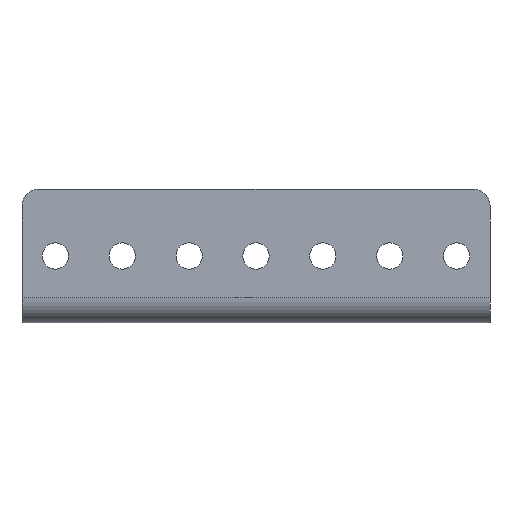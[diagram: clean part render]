
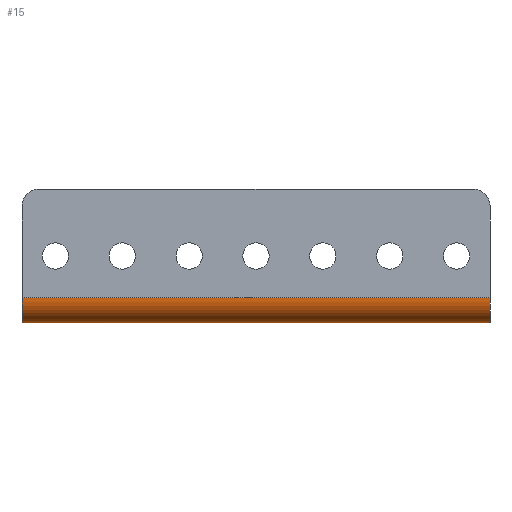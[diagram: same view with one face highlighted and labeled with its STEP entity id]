
A CAD part, front view. The second image highlights one B-rep face of the part: STEP entity #15.
In plain terms, the highlighted cylindrical face has radius 4.763 mm (diameter 9.525 mm), a partial arc.
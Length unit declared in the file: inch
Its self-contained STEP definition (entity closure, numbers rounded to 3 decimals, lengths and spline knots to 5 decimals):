
#7 = VERTEX_POINT ( 'NONE', #717 ) ;
#11 = CARTESIAN_POINT ( 'NONE',  ( 1.74876, 0.17134, 1.32199 ) ) ;
#15 = ADVANCED_FACE ( 'NONE', ( #1574 ), #900, .T. ) ;
#94 = CARTESIAN_POINT ( 'NONE',  ( -1.74667, 0.1875, 1.32135 ) ) ;
#164 = AXIS2_PLACEMENT_3D ( 'NONE', #661, #511, #1420 ) ;
#253 = CARTESIAN_POINT ( 'NONE',  ( -1.74667, 0.1875, 1.32135 ) ) ;
#277 = CARTESIAN_POINT ( 'NONE',  ( -1.75, 0.1875, 1.50885 ) ) ;
#278 = CARTESIAN_POINT ( 'NONE',  ( 3.50773, 0.1875, 1.50885 ) ) ;
#308 = AXIS2_PLACEMENT_3D ( 'NONE', #278, #1497, #1367 ) ;
#336 = ORIENTED_EDGE ( 'NONE', *, *, #1238, .F. ) ;
#376 = CARTESIAN_POINT ( 'NONE',  ( -1.74794, 0.17829, 1.32135 ) ) ;
#438 = VERTEX_POINT ( 'NONE', #253 ) ;
#445 = ORIENTED_EDGE ( 'NONE', *, *, #1418, .F. ) ;
#470 = VECTOR ( 'NONE', #504, 39.37008 ) ;
#504 = DIRECTION ( 'NONE',  ( 1., 0., 0. ) ) ;
#511 = DIRECTION ( 'NONE',  ( 1., 0., 0. ) ) ;
#517 = DIRECTION ( 'NONE',  ( 1., 0., 0. ) ) ;
#534 = CARTESIAN_POINT ( 'NONE',  ( 0., 0.1875, 1.32135 ) ) ;
#588 = ORIENTED_EDGE ( 'NONE', *, *, #1089, .F. ) ;
#600 = CARTESIAN_POINT ( 'NONE',  ( -1.75, 0.1449, 1.32625 ) ) ;
#605 = CARTESIAN_POINT ( 'NONE',  ( -1.7498, 0.15458, 1.324 ) ) ;
#661 = CARTESIAN_POINT ( 'NONE',  ( 1.75, 0.1875, 1.50885 ) ) ;
#713 = CARTESIAN_POINT ( 'NONE',  ( 1.74667, 0.1875, 1.32135 ) ) ;
#717 = CARTESIAN_POINT ( 'NONE',  ( 1.74667, 0.1875, 1.32135 ) ) ;
#734 = VERTEX_POINT ( 'NONE', #964 ) ;
#771 = LINE ( 'NONE', #1402, #1083 ) ;
#798 = CARTESIAN_POINT ( 'NONE',  ( 1.75, 0.1449, 1.32625 ) ) ;
#835 = EDGE_CURVE ( 'NONE', #438, #7, #1398, .T. ) ;
#843 = CARTESIAN_POINT ( 'NONE',  ( 1.74794, 0.1783, 1.32135 ) ) ;
#880 = VERTEX_POINT ( 'NONE', #881 ) ;
#881 = CARTESIAN_POINT ( 'NONE',  ( -1.75, 0., 1.50885 ) ) ;
#883 = VERTEX_POINT ( 'NONE', #1140 ) ;
#888 = DIRECTION ( 'NONE',  ( -1., 0., 0. ) ) ;
#900 = CYLINDRICAL_SURFACE ( 'NONE', #308, 0.1875 ) ;
#917 = DIRECTION ( 'NONE',  ( 0., 0., 1. ) ) ;
#926 = AXIS2_PLACEMENT_3D ( 'NONE', #277, #888, #917 ) ;
#942 = EDGE_LOOP ( 'NONE', ( #588, #1446, #1159, #336, #1030, #445 ) ) ;
#964 = CARTESIAN_POINT ( 'NONE',  ( 1.75, 0.1449, 1.32625 ) ) ;
#1030 = ORIENTED_EDGE ( 'NONE', *, *, #835, .T. ) ;
#1051 = B_SPLINE_CURVE_WITH_KNOTS ( 'NONE', 3,
 ( #798, #1052, #1135, #11, #843, #713 ),
 .UNSPECIFIED., .F., .F.,
 ( 4, 2, 4 ),
 ( 0., 0.5, 1. ),
 .UNSPECIFIED. ) ;
#1052 = CARTESIAN_POINT ( 'NONE',  ( 1.7498, 0.15457, 1.324 ) ) ;
#1077 = EDGE_CURVE ( 'NONE', #1499, #880, #1191, .T. ) ;
#1083 = VECTOR ( 'NONE', #517, 39.37008 ) ;
#1089 = EDGE_CURVE ( 'NONE', #883, #734, #1468, .T. ) ;
#1135 = CARTESIAN_POINT ( 'NONE',  ( 1.74951, 0.16188, 1.32305 ) ) ;
#1140 = CARTESIAN_POINT ( 'NONE',  ( 1.75, 0., 1.50885 ) ) ;
#1159 = ORIENTED_EDGE ( 'NONE', *, *, #1077, .F. ) ;
#1191 = CIRCLE ( 'NONE', #926, 0.1875 ) ;
#1204 = B_SPLINE_CURVE_WITH_KNOTS ( 'NONE', 3,
 ( #94, #376, #1218, #1242, #605, #1470 ),
 .UNSPECIFIED., .F., .F.,
 ( 4, 2, 4 ),
 ( 0., 0.5, 1. ),
 .UNSPECIFIED. ) ;
#1218 = CARTESIAN_POINT ( 'NONE',  ( -1.74876, 0.17134, 1.32199 ) ) ;
#1238 = EDGE_CURVE ( 'NONE', #438, #1499, #1204, .T. ) ;
#1242 = CARTESIAN_POINT ( 'NONE',  ( -1.74951, 0.16187, 1.32305 ) ) ;
#1363 = EDGE_CURVE ( 'NONE', #880, #883, #771, .T. ) ;
#1367 = DIRECTION ( 'NONE',  ( 0., 0., 1. ) ) ;
#1398 = LINE ( 'NONE', #534, #470 ) ;
#1402 = CARTESIAN_POINT ( 'NONE',  ( 0., 0., 1.50885 ) ) ;
#1418 = EDGE_CURVE ( 'NONE', #734, #7, #1051, .T. ) ;
#1420 = DIRECTION ( 'NONE',  ( 0., 0., 1. ) ) ;
#1446 = ORIENTED_EDGE ( 'NONE', *, *, #1363, .F. ) ;
#1468 = CIRCLE ( 'NONE', #164, 0.1875 ) ;
#1470 = CARTESIAN_POINT ( 'NONE',  ( -1.75, 0.1449, 1.32625 ) ) ;
#1497 = DIRECTION ( 'NONE',  ( -1., 0., 0. ) ) ;
#1499 = VERTEX_POINT ( 'NONE', #600 ) ;
#1574 = FACE_OUTER_BOUND ( 'NONE', #942, .T. ) ;
